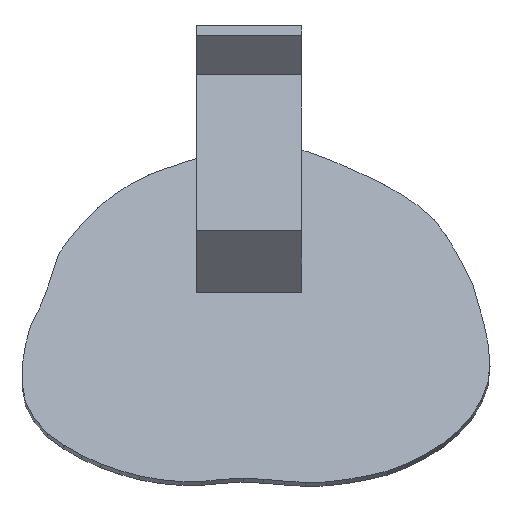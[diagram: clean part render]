
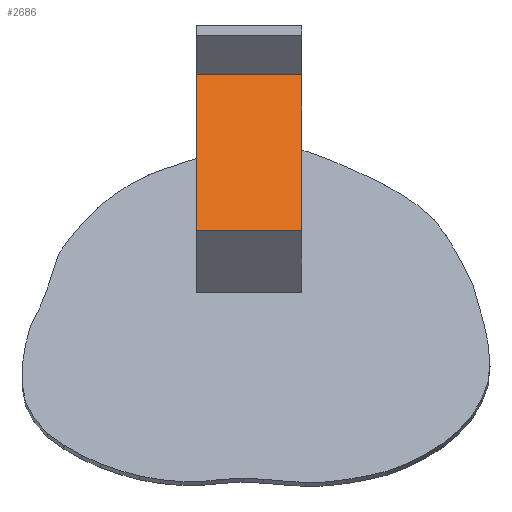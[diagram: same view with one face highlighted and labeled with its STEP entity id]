
A CAD part, top view. The second image highlights one B-rep face of the part: STEP entity #2686.
In plain terms, the highlighted planar face has unit normal (0, 0.375, 0.927).
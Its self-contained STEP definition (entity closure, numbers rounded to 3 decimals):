
#136=FACE_OUTER_BOUND('',#267,.T.);
#267=EDGE_LOOP('',(#2384,#2385,#2386,#2387));
#635=LINE('',#4205,#1016);
#636=LINE('',#4207,#1017);
#637=LINE('',#4209,#1018);
#638=LINE('',#4210,#1019);
#1016=VECTOR('',#3442,10.);
#1017=VECTOR('',#3443,10.);
#1018=VECTOR('',#3444,10.);
#1019=VECTOR('',#3445,10.);
#1279=VERTEX_POINT('',#4203);
#1280=VERTEX_POINT('',#4204);
#1281=VERTEX_POINT('',#4206);
#1282=VERTEX_POINT('',#4208);
#1651=EDGE_CURVE('',#1279,#1280,#635,.T.);
#1652=EDGE_CURVE('',#1279,#1281,#636,.T.);
#1653=EDGE_CURVE('',#1282,#1281,#637,.T.);
#1654=EDGE_CURVE('',#1280,#1282,#638,.T.);
#2384=ORIENTED_EDGE('',*,*,#1651,.F.);
#2385=ORIENTED_EDGE('',*,*,#1652,.T.);
#2386=ORIENTED_EDGE('',*,*,#1653,.F.);
#2387=ORIENTED_EDGE('',*,*,#1654,.F.);
#2556=PLANE('',#2830);
#2686=ADVANCED_FACE('',(#136),#2556,.T.);
#2830=AXIS2_PLACEMENT_3D('',#4202,#3440,#3441);
#3440=DIRECTION('center_axis',(0.,0.375,0.927));
#3441=DIRECTION('ref_axis',(-1.,0.,0.));
#3442=DIRECTION('',(1.,0.,0.));
#3443=DIRECTION('',(0.,-0.927,0.375));
#3444=DIRECTION('',(-1.,0.,0.));
#3445=DIRECTION('',(0.,-0.927,0.375));
#4202=CARTESIAN_POINT('Origin',(5.,108.285,954.557));
#4203=CARTESIAN_POINT('',(-5.,108.285,954.557));
#4204=CARTESIAN_POINT('',(5.,108.285,954.557));
#4205=CARTESIAN_POINT('',(2.5,108.285,954.557));
#4206=CARTESIAN_POINT('',(-5.,93.45,960.551));
#4207=CARTESIAN_POINT('',(-5.,108.285,954.557));
#4208=CARTESIAN_POINT('',(5.,93.45,960.551));
#4209=CARTESIAN_POINT('',(-5.,93.45,960.551));
#4210=CARTESIAN_POINT('',(5.,108.285,954.557));
